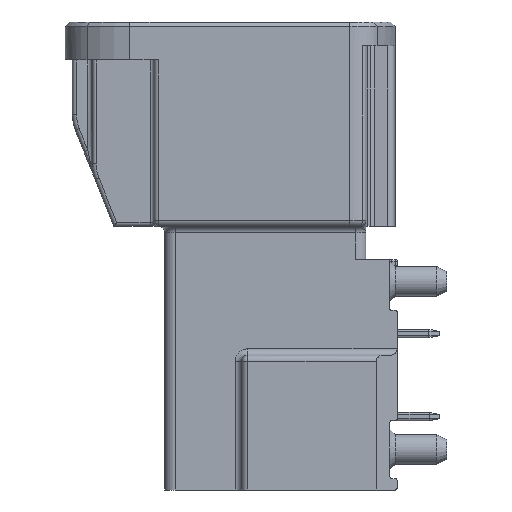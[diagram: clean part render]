
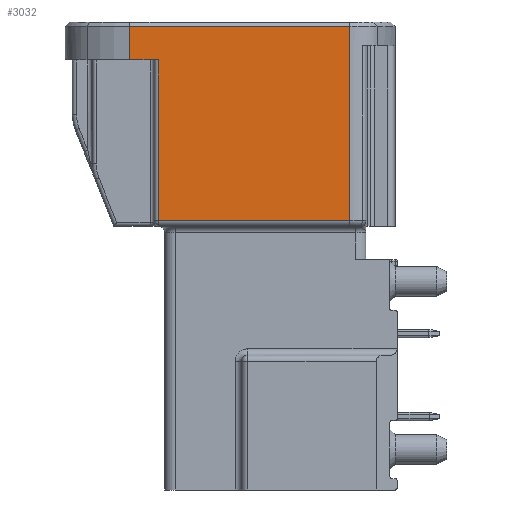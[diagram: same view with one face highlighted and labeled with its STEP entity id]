
A CAD part, left-side view. The second image highlights one B-rep face of the part: STEP entity #3032.
In plain terms, the highlighted planar face has unit normal (-1, 0, 0).
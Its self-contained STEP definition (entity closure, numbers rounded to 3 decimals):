
#2453=FACE_OUTER_BOUND('',#5309,.T.);
#3032=ADVANCED_FACE('',(#2453),#3550,.F.);
#3550=PLANE('',#10939);
#3923=LINE('',#15138,#4676);
#3925=LINE('',#15144,#4678);
#3926=LINE('',#15146,#4679);
#3927=LINE('',#15148,#4680);
#3928=LINE('',#15150,#4681);
#3929=LINE('',#15152,#4682);
#4676=VECTOR('',#12145,1.);
#4678=VECTOR('',#12151,1.);
#4679=VECTOR('',#12152,1.);
#4680=VECTOR('',#12153,1.);
#4681=VECTOR('',#12154,1.);
#4682=VECTOR('',#12155,1.);
#5309=EDGE_LOOP('',(#6108,#6109,#6110,#6111,#6112,#6113));
#6108=ORIENTED_EDGE('',*,*,#9420,.F.);
#6109=ORIENTED_EDGE('',*,*,#9421,.T.);
#6110=ORIENTED_EDGE('',*,*,#9422,.T.);
#6111=ORIENTED_EDGE('',*,*,#9423,.T.);
#6112=ORIENTED_EDGE('',*,*,#9424,.T.);
#6113=ORIENTED_EDGE('',*,*,#9417,.T.);
#8639=VERTEX_POINT('',#15137);
#8640=VERTEX_POINT('',#15139);
#8642=VERTEX_POINT('',#15145);
#8643=VERTEX_POINT('',#15147);
#8644=VERTEX_POINT('',#15149);
#8645=VERTEX_POINT('',#15151);
#9417=EDGE_CURVE('',#8640,#8639,#3923,.T.);
#9420=EDGE_CURVE('',#8642,#8639,#3925,.T.);
#9421=EDGE_CURVE('',#8642,#8643,#3926,.T.);
#9422=EDGE_CURVE('',#8643,#8644,#3927,.T.);
#9423=EDGE_CURVE('',#8644,#8645,#3928,.T.);
#9424=EDGE_CURVE('',#8645,#8640,#3929,.T.);
#10939=AXIS2_PLACEMENT_3D('',#15153,#12156,#12157);
#12145=DIRECTION('',(0.,0.,-1.));
#12151=DIRECTION('',(0.,1.,0.));
#12152=DIRECTION('',(0.,0.,-1.));
#12153=DIRECTION('',(0.,-1.,0.));
#12154=DIRECTION('',(0.,0.,1.));
#12155=DIRECTION('',(0.,1.,0.));
#12156=DIRECTION('',(1.,0.,0.));
#12157=DIRECTION('',(0.,0.,1.));
#15137=CARTESIAN_POINT('',(-61.441,21.796,3.895));
#15138=CARTESIAN_POINT('',(-61.441,21.796,5.725));
#15139=CARTESIAN_POINT('',(-61.441,21.796,5.525));
#15144=CARTESIAN_POINT('',(-61.441,20.605,3.895));
#15145=CARTESIAN_POINT('',(-61.441,20.405,3.895));
#15146=CARTESIAN_POINT('',(-61.441,20.405,5.725));
#15147=CARTESIAN_POINT('',(-61.441,20.405,-3.825));
#15148=CARTESIAN_POINT('',(-61.441,10.359,-3.825));
#15149=CARTESIAN_POINT('',(-61.441,11.186,-3.825));
#15150=CARTESIAN_POINT('',(-61.441,11.186,5.725));
#15151=CARTESIAN_POINT('',(-61.441,11.186,5.525));
#15152=CARTESIAN_POINT('',(-61.441,10.359,5.525));
#15153=CARTESIAN_POINT('',(-61.441,10.359,5.725));
